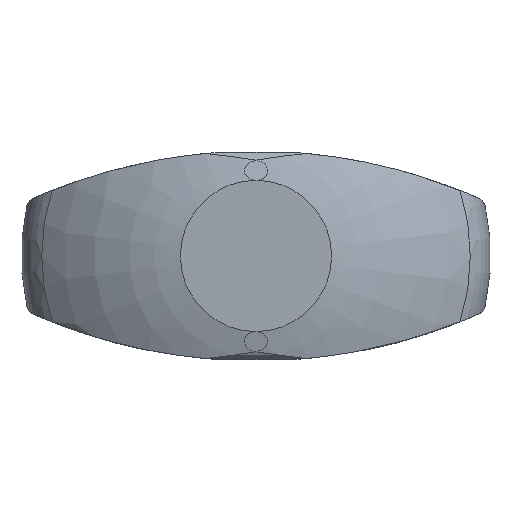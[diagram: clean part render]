
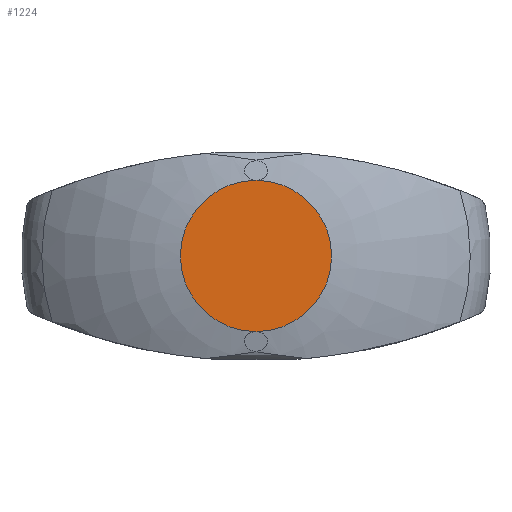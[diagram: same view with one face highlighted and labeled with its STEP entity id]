
A CAD part, top view. The second image highlights one B-rep face of the part: STEP entity #1224.
In plain terms, the highlighted planar face has unit normal (0, 0, 1).
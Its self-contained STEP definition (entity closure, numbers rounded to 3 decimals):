
#798=VERTEX_POINT('',#2123);
#1220=EDGE_CURVE('',#798,#1888,#2579,.T.);
#1224=ADVANCED_FACE('',(#2583),#2584,.T.);
#1476=EDGE_CURVE('',#1888,#798,#2862,.T.);
#1888=VERTEX_POINT('',#3308);
#2123=CARTESIAN_POINT('',(0.0,-5.8,31.));
#2579=CIRCLE('',#5140,5.8);
#2583=FACE_OUTER_BOUND('',#5152,.T.);
#2584=PLANE('',#5153);
#2862=CIRCLE('',#5947,5.8);
#3308=CARTESIAN_POINT('',(0.0,5.8,31.));
#5140=AXIS2_PLACEMENT_3D('',#7928,#7929,#7930);
#5152=EDGE_LOOP('',(#7932,#7933));
#5153=AXIS2_PLACEMENT_3D('',#7934,#7935,#7936);
#5947=AXIS2_PLACEMENT_3D('',#8257,#8258,#8259);
#7928=CARTESIAN_POINT('',(0.0,0.,31.0));
#7929=DIRECTION('',(-0.0,0.,-1.0));
#7930=DIRECTION('',(-1.0,0.0,0.0));
#7932=ORIENTED_EDGE('',*,*,#1220,.F.);
#7933=ORIENTED_EDGE('',*,*,#1476,.F.);
#7934=CARTESIAN_POINT('',(-2.9,0.,31.0));
#7935=DIRECTION('',(-0.0,0.,1.0));
#7936=DIRECTION('',(1.0,0.0,0.0));
#8257=CARTESIAN_POINT('',(0.0,0.,31.0));
#8258=DIRECTION('',(-0.0,0.,-1.0));
#8259=DIRECTION('',(-1.0,0.0,0.0));
